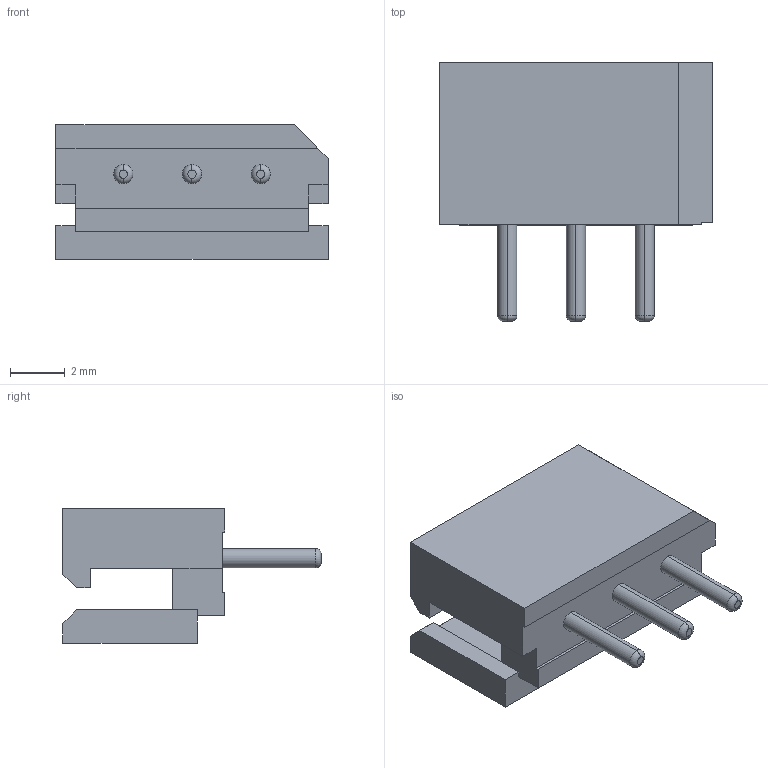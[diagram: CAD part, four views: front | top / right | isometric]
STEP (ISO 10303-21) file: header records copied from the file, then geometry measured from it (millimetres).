
FILE_DESCRIPTION (( 'STEP AP214' ), '1' );
FILE_NAME ('2203-5035.STEP', '2024-02-28T03:08:44', ( '' ), ( '' ), 'SwSTEP 2.0', 'SolidWorks 2021', '' );
FILE_SCHEMA (( 'AUTOMOTIVE_DESIGN' ));
Length unit declared in the file: millimetre
Products named in the file (1): 2203-5035
Bounding box: 9.9 x 9.4 x 4.9 mm (x, y, z)
Volume: 150.9 mm3; surface area: 414.9 mm2
Topology: 4 solids, 4 shells, 79 faces, 195 edges, 124 vertices
Faces by surface type: plane 55, cylinder 12, torus 12
Entity records: 2991 total; most frequent: DIRECTION 403, CARTESIAN_POINT 399, ORIENTED_EDGE 390, EDGE_CURVE 195, LINE 147, VECTOR 147, AXIS2_PLACEMENT_3D 128, VERTEX_POINT 124
